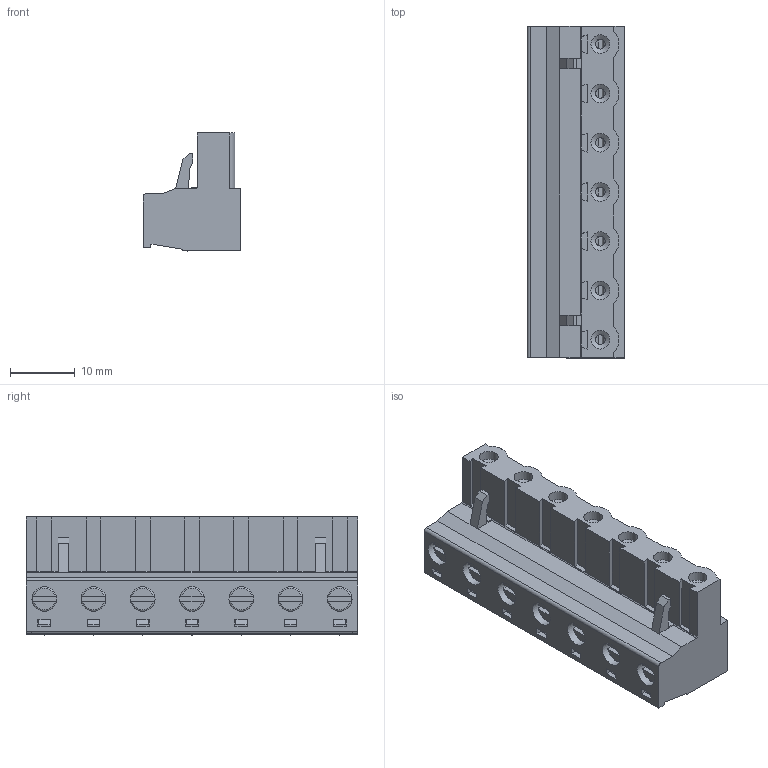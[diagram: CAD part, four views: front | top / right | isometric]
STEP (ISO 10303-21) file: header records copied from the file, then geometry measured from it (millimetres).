
FILE_DESCRIPTION( ( 'Unknown' ), '1' );
FILE_NAME( '691351400007.stp', 'Unknown', ( 'Unknown' ), ( 'Unknown' ), 'PSStep 18.0.17', 'Unknown', ' ' );
FILE_SCHEMA( ( 'AUTOMOTIVE_DESIGN { 1 0 10303 214 1 1 1 1 }' ) );
Length unit declared in the file: millimetre
Products named in the file (6): Assem1; cage; vis cage; Spring; 691351400007; 691351400007_front wall
Assembly tree (23 placements, depth 2):
  Assem1
    cage  x7
    vis cage  x7
    Spring  x7
    691351400007
    691351400007_front wall
Bounding box: 15.1 x 51.34 x 18.27 mm (x, y, z)
Volume: 5728.6 mm3; surface area: 13977.5 mm2
Topology: 23 solids, 23 shells, 1250 faces, 3265 edges, 2103 vertices
Faces by surface type: plane 948, cylinder 253, cone 21, torus 21, sphere 7
Full cylindrical faces by diameter (mm): 1 x7, 1.5 x7, 2.2 x7, 2.459 x7, 2.6 x7, 2.9 x14, 3.8 x14
Entity records: 31400 total; most frequent: CARTESIAN_POINT 4389, ORIENTED_EDGE 4236, DIRECTION 3982, EDGE_CURVE 2118, LINE 1906, VECTOR 1906, VERTEX_POINT 1421, AXIS2_PLACEMENT_3D 1038
